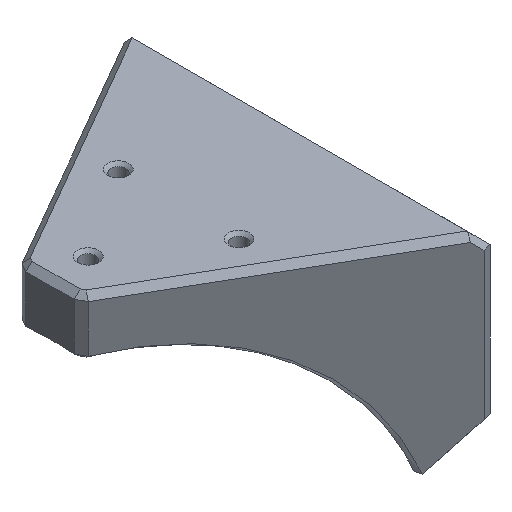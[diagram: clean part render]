
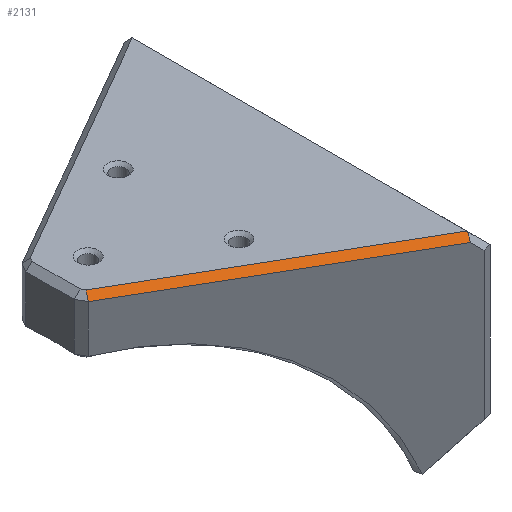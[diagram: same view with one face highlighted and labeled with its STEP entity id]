
A CAD part, isometric view. The second image highlights one B-rep face of the part: STEP entity #2131.
In plain terms, the highlighted planar face has unit normal (-0.354, -0.612, 0.707).
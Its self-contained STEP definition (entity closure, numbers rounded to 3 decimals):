
#158 = PLANE('',#159);
#159 = AXIS2_PLACEMENT_3D('',#160,#161,#162);
#160 = CARTESIAN_POINT('',(60.,0.,55.));
#161 = DIRECTION('',(-0.707,-0.,-0.707));
#162 = DIRECTION('',(-0.707,0.,0.707));
#1125 = VERTEX_POINT('',#1126);
#1126 = CARTESIAN_POINT('',(50.065,-27.825,
    64.935));
#1140 = PLANE('',#1141);
#1141 = AXIS2_PLACEMENT_3D('',#1142,#1143,#1144);
#1142 = CARTESIAN_POINT('',(51.812,-29.373,
    62.527));
#1143 = DIRECTION('',(0.182,-0.762,0.622));
#1144 = DIRECTION('',(-0.655,0.378,0.655));
#1152 = EDGE_CURVE('',#1125,#1153,#1155,.T.);
#1153 = VERTEX_POINT('',#1154);
#1154 = CARTESIAN_POINT('',(50.,-27.713,65.));
#1155 = SURFACE_CURVE('',#1156,(#1160,#1167),.PCURVE_S1.);
#1156 = LINE('',#1157,#1158);
#1157 = CARTESIAN_POINT('',(39.132,-8.889,
    75.868));
#1158 = VECTOR('',#1159,1.);
#1159 = DIRECTION('',(-0.447,0.775,0.447));
#1160 = PCURVE('',#158,#1161);
#1161 = DEFINITIONAL_REPRESENTATION('',(#1162),#1166);
#1162 = LINE('',#1163,#1164);
#1163 = CARTESIAN_POINT('',(29.512,-8.889));
#1164 = VECTOR('',#1165,1.);
#1165 = DIRECTION('',(0.632,0.775));
#1166 = ( GEOMETRIC_REPRESENTATION_CONTEXT(2) 
PARAMETRIC_REPRESENTATION_CONTEXT() REPRESENTATION_CONTEXT('2D SPACE',''
  ) );
#1167 = PCURVE('',#1168,#1173);
#1168 = PLANE('',#1169);
#1169 = AXIS2_PLACEMENT_3D('',#1170,#1171,#1172);
#1170 = CARTESIAN_POINT('',(8.91,-4.567,64.5));
#1171 = DIRECTION('',(0.354,0.612,-0.707));
#1172 = DIRECTION('',(0.866,-0.5,0.));
#1173 = DEFINITIONAL_REPRESENTATION('',(#1174),#1178);
#1174 = LINE('',#1175,#1176);
#1175 = CARTESIAN_POINT('',(28.334,-16.077));
#1176 = VECTOR('',#1177,1.);
#1177 = DIRECTION('',(-0.775,-0.632));
#1178 = ( GEOMETRIC_REPRESENTATION_CONTEXT(2) 
PARAMETRIC_REPRESENTATION_CONTEXT() REPRESENTATION_CONTEXT('2D SPACE',''
  ) );
#1196 = PLANE('',#1197);
#1197 = AXIS2_PLACEMENT_3D('',#1198,#1199,#1200);
#1198 = CARTESIAN_POINT('',(38.623,0.,65.));
#1199 = DIRECTION('',(0.,0.,1.));
#1200 = DIRECTION('',(1.,0.,-0.));
#1985 = PLANE('',#1986);
#1986 = AXIS2_PLACEMENT_3D('',#1987,#1988,#1989);
#1987 = CARTESIAN_POINT('',(8.66,-5.,0.));
#1988 = DIRECTION('',(0.5,0.866,-0.));
#1989 = DIRECTION('',(0.866,-0.5,0.));
#2088 = EDGE_CURVE('',#2089,#1125,#2091,.T.);
#2089 = VERTEX_POINT('',#2090);
#2090 = CARTESIAN_POINT('',(49.677,-28.681,64.));
#2091 = SURFACE_CURVE('',#2092,(#2096,#2103),.PCURVE_S1.);
#2092 = LINE('',#2093,#2094);
#2093 = CARTESIAN_POINT('',(50.138,-27.663,
    65.112));
#2094 = VECTOR('',#2095,1.);
#2095 = DIRECTION('',(0.292,0.646,0.705));
#2096 = PCURVE('',#1140,#2097);
#2097 = DEFINITIONAL_REPRESENTATION('',(#2098),#2102);
#2098 = LINE('',#2099,#2100);
#2099 = CARTESIAN_POINT('',(3.435,-0.783));
#2100 = VECTOR('',#2101,1.);
#2101 = DIRECTION('',(0.515,-0.857));
#2102 = ( GEOMETRIC_REPRESENTATION_CONTEXT(2) 
PARAMETRIC_REPRESENTATION_CONTEXT() REPRESENTATION_CONTEXT('2D SPACE',''
  ) );
#2103 = PCURVE('',#1168,#2104);
#2104 = DEFINITIONAL_REPRESENTATION('',(#2105),#2109);
#2105 = LINE('',#2106,#2107);
#2106 = CARTESIAN_POINT('',(47.252,-0.865));
#2107 = VECTOR('',#2108,1.);
#2108 = DIRECTION('',(-0.07,-0.998));
#2109 = ( GEOMETRIC_REPRESENTATION_CONTEXT(2) 
PARAMETRIC_REPRESENTATION_CONTEXT() REPRESENTATION_CONTEXT('2D SPACE',''
  ) );
#2131 = ADVANCED_FACE('',(#2132),#1168,.F.);
#2132 = FACE_BOUND('',#2133,.F.);
#2133 = EDGE_LOOP('',(#2134,#2135,#2158,#2186,#2207));
#2134 = ORIENTED_EDGE('',*,*,#2088,.F.);
#2135 = ORIENTED_EDGE('',*,*,#2136,.F.);
#2136 = EDGE_CURVE('',#2137,#2089,#2139,.T.);
#2137 = VERTEX_POINT('',#2138);
#2138 = CARTESIAN_POINT('',(9.526,-5.5,64.));
#2139 = SURFACE_CURVE('',#2140,(#2144,#2151),.PCURVE_S1.);
#2140 = LINE('',#2141,#2142);
#2141 = CARTESIAN_POINT('',(8.66,-5.,64.));
#2142 = VECTOR('',#2143,1.);
#2143 = DIRECTION('',(0.866,-0.5,0.));
#2144 = PCURVE('',#1168,#2145);
#2145 = DEFINITIONAL_REPRESENTATION('',(#2146),#2150);
#2146 = LINE('',#2147,#2148);
#2147 = CARTESIAN_POINT('',(0.,0.707));
#2148 = VECTOR('',#2149,1.);
#2149 = DIRECTION('',(1.,0.));
#2150 = ( GEOMETRIC_REPRESENTATION_CONTEXT(2) 
PARAMETRIC_REPRESENTATION_CONTEXT() REPRESENTATION_CONTEXT('2D SPACE',''
  ) );
#2151 = PCURVE('',#1985,#2152);
#2152 = DEFINITIONAL_REPRESENTATION('',(#2153),#2157);
#2153 = LINE('',#2154,#2155);
#2154 = CARTESIAN_POINT('',(0.,-64.));
#2155 = VECTOR('',#2156,1.);
#2156 = DIRECTION('',(1.,0.));
#2157 = ( GEOMETRIC_REPRESENTATION_CONTEXT(2) 
PARAMETRIC_REPRESENTATION_CONTEXT() REPRESENTATION_CONTEXT('2D SPACE',''
  ) );
#2158 = ORIENTED_EDGE('',*,*,#2159,.F.);
#2159 = EDGE_CURVE('',#2160,#2137,#2162,.T.);
#2160 = VERTEX_POINT('',#2161);
#2161 = CARTESIAN_POINT('',(10.026,-4.634,65.));
#2162 = SURFACE_CURVE('',#2163,(#2167,#2174),.PCURVE_S1.);
#2163 = LINE('',#2164,#2165);
#2164 = CARTESIAN_POINT('',(9.947,-4.771,
    64.842));
#2165 = VECTOR('',#2166,1.);
#2166 = DIRECTION('',(-0.354,-0.612,-0.707));
#2167 = PCURVE('',#1168,#2168);
#2168 = DEFINITIONAL_REPRESENTATION('',(#2169),#2173);
#2169 = LINE('',#2170,#2171);
#2170 = CARTESIAN_POINT('',(1.,-0.483));
#2171 = VECTOR('',#2172,1.);
#2172 = DIRECTION('',(0.,1.));
#2173 = ( GEOMETRIC_REPRESENTATION_CONTEXT(2) 
PARAMETRIC_REPRESENTATION_CONTEXT() REPRESENTATION_CONTEXT('2D SPACE',''
  ) );
#2174 = PCURVE('',#2175,#2180);
#2175 = PLANE('',#2176);
#2176 = AXIS2_PLACEMENT_3D('',#2177,#2178,#2179);
#2177 = CARTESIAN_POINT('',(9.66,-4.,65.));
#2178 = DIRECTION('',(0.655,0.378,-0.655));
#2179 = DIRECTION('',(0.5,-0.866,0.));
#2180 = DEFINITIONAL_REPRESENTATION('',(#2181),#2185);
#2181 = LINE('',#2182,#2183);
#2182 = CARTESIAN_POINT('',(0.811,0.21));
#2183 = VECTOR('',#2184,1.);
#2184 = DIRECTION('',(0.354,0.935));
#2185 = ( GEOMETRIC_REPRESENTATION_CONTEXT(2) 
PARAMETRIC_REPRESENTATION_CONTEXT() REPRESENTATION_CONTEXT('2D SPACE',''
  ) );
#2186 = ORIENTED_EDGE('',*,*,#2187,.T.);
#2187 = EDGE_CURVE('',#2160,#1153,#2188,.T.);
#2188 = SURFACE_CURVE('',#2189,(#2193,#2200),.PCURVE_S1.);
#2189 = LINE('',#2190,#2191);
#2190 = CARTESIAN_POINT('',(9.16,-4.134,65.));
#2191 = VECTOR('',#2192,1.);
#2192 = DIRECTION('',(0.866,-0.5,0.));
#2193 = PCURVE('',#1168,#2194);
#2194 = DEFINITIONAL_REPRESENTATION('',(#2195),#2199);
#2195 = LINE('',#2196,#2197);
#2196 = CARTESIAN_POINT('',(0.,-0.707));
#2197 = VECTOR('',#2198,1.);
#2198 = DIRECTION('',(1.,0.));
#2199 = ( GEOMETRIC_REPRESENTATION_CONTEXT(2) 
PARAMETRIC_REPRESENTATION_CONTEXT() REPRESENTATION_CONTEXT('2D SPACE',''
  ) );
#2200 = PCURVE('',#1196,#2201);
#2201 = DEFINITIONAL_REPRESENTATION('',(#2202),#2206);
#2202 = LINE('',#2203,#2204);
#2203 = CARTESIAN_POINT('',(-29.463,-4.134));
#2204 = VECTOR('',#2205,1.);
#2205 = DIRECTION('',(0.866,-0.5));
#2206 = ( GEOMETRIC_REPRESENTATION_CONTEXT(2) 
PARAMETRIC_REPRESENTATION_CONTEXT() REPRESENTATION_CONTEXT('2D SPACE',''
  ) );
#2207 = ORIENTED_EDGE('',*,*,#1152,.F.);
